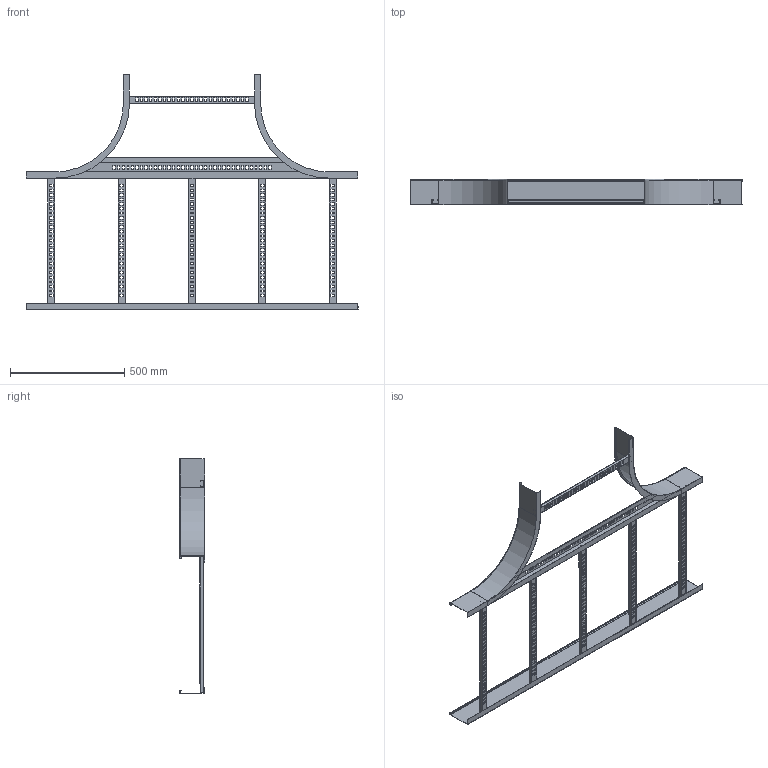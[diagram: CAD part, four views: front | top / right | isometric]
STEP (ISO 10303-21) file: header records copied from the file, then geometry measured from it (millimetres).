
FILE_DESCRIPTION (( 'STEP AP214' ), '1' );
FILE_NAME ('6225298.STP', '2017-03-23T14:40:32', ( '' ), ( '' ), 'SwSTEP 2.0', 'SolidWorks 2016', '' );
FILE_SCHEMA (( 'AUTOMOTIVE_DESIGN' ));
Length unit declared in the file: millimetre
Products named in the file (5): 6225298; 086308_Gegenholm 110x1450; 079986_L=0592; 085502_St》zprofil f〉 R300 NB600; 086304_Innenholm 110xR300
Assembly tree (10 placements, depth 2):
  6225298
    086304_Innenholm 110xR300  x2
    085502_St》zprofil f〉 R300 NB600
    079986_L=0592  x6
    086308_Gegenholm 110x1450
Bounding box: 1450 x 110 x 1025 mm (x, y, z)
Volume: 1217455.3 mm3; surface area: 1583641.4 mm2
Topology: 10 solids, 10 shells, 1044 faces, 3024 edges, 2000 vertices
Faces by surface type: plane 1006, cylinder 26, bspline 8, torus 4
Entity records: 12856 total; most frequent: CARTESIAN_POINT 3107, ORIENTED_EDGE 2044, DIRECTION 1750, EDGE_CURVE 1022, VECTOR 956, LINE 956, VERTEX_POINT 672, EDGE_LOOP 478
